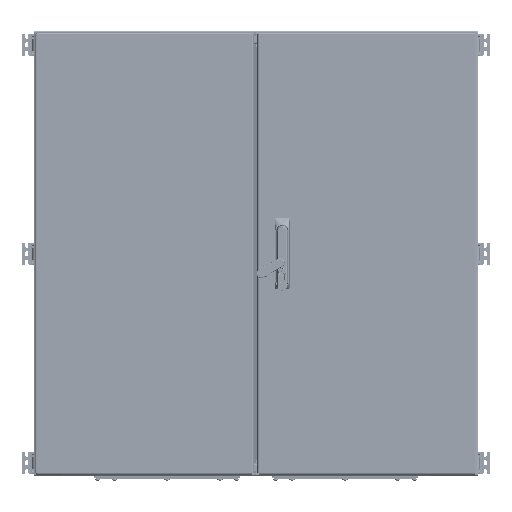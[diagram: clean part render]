
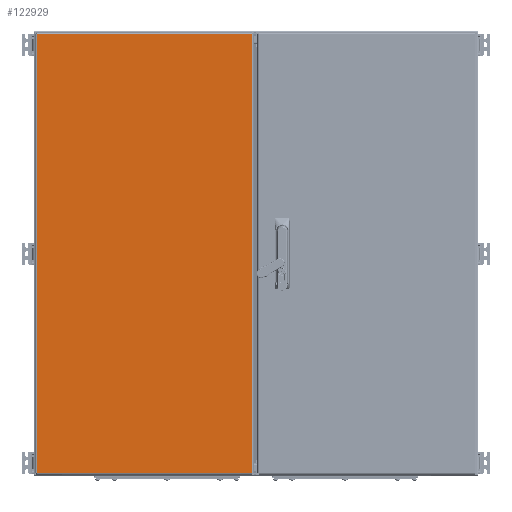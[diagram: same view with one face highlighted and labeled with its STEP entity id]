
A CAD part, top view. The second image highlights one B-rep face of the part: STEP entity #122929.
In plain terms, the highlighted planar face has unit normal (0, 0, 1).
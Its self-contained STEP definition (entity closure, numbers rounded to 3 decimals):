
#7247 = EDGE_CURVE ( 'NONE', #33372, #86780, #34689, .T. ) ;
#14952 = VECTOR ( 'NONE', #28773, 1000. ) ;
#15598 = DIRECTION ( 'NONE',  ( -1., 0., 0. ) ) ;
#16252 = EDGE_CURVE ( 'NONE', #121084, #33372, #134893, .T. ) ;
#16677 = CARTESIAN_POINT ( 'NONE',  ( 242.176, -493., 0. ) ) ;
#17819 = CARTESIAN_POINT ( 'NONE',  ( -241.705, 493., 0. ) ) ;
#20146 = VECTOR ( 'NONE', #15598, 1000. ) ;
#26842 = FACE_OUTER_BOUND ( 'NONE', #115193, .T. ) ;
#28773 = DIRECTION ( 'NONE',  ( 0., 1., 0. ) ) ;
#29857 = ORIENTED_EDGE ( 'NONE', *, *, #7247, .T. ) ;
#33372 = VERTEX_POINT ( 'NONE', #205724 ) ;
#34689 = LINE ( 'NONE', #98828, #95283 ) ;
#35561 = ORIENTED_EDGE ( 'NONE', *, *, #16252, .T. ) ;
#44516 = CARTESIAN_POINT ( 'NONE',  ( 242.176, -493., 0. ) ) ;
#45556 = LINE ( 'NONE', #44516, #14952 ) ;
#68122 = LINE ( 'NONE', #207840, #20146 ) ;
#86780 = VERTEX_POINT ( 'NONE', #16677 ) ;
#87783 = CARTESIAN_POINT ( 'NONE',  ( 242.176, 493., 0. ) ) ;
#88904 = CARTESIAN_POINT ( 'NONE',  ( 0., 0., 0. ) ) ;
#95283 = VECTOR ( 'NONE', #196415, 1000. ) ;
#97813 = AXIS2_PLACEMENT_3D ( 'NONE', #88904, #171780, #202238 ) ;
#98828 = CARTESIAN_POINT ( 'NONE',  ( -242.998, -493., 0. ) ) ;
#103395 = DIRECTION ( 'NONE',  ( 0., -1., 0. ) ) ;
#114312 = EDGE_CURVE ( 'NONE', #86780, #197821, #45556, .T. ) ;
#115193 = EDGE_LOOP ( 'NONE', ( #186910, #161187, #35561, #29857 ) ) ;
#121084 = VERTEX_POINT ( 'NONE', #17819 ) ;
#121452 = PLANE ( 'NONE',  #97813 ) ;
#122476 = VECTOR ( 'NONE', #103395, 1000. ) ;
#122929 = ADVANCED_FACE ( 'NONE', ( #26842 ), #121452, .F. ) ;
#134893 = LINE ( 'NONE', #183177, #122476 ) ;
#161187 = ORIENTED_EDGE ( 'NONE', *, *, #162193, .T. ) ;
#162193 = EDGE_CURVE ( 'NONE', #197821, #121084, #68122, .T. ) ;
#171780 = DIRECTION ( 'NONE',  ( 0., 0., -1. ) ) ;
#183177 = CARTESIAN_POINT ( 'NONE',  ( -241.705, 494.293, 0. ) ) ;
#186910 = ORIENTED_EDGE ( 'NONE', *, *, #114312, .T. ) ;
#196415 = DIRECTION ( 'NONE',  ( 1., 0., 0. ) ) ;
#197821 = VERTEX_POINT ( 'NONE', #87783 ) ;
#202238 = DIRECTION ( 'NONE',  ( -1., 0., 0. ) ) ;
#205724 = CARTESIAN_POINT ( 'NONE',  ( -241.705, -493., 0. ) ) ;
#207840 = CARTESIAN_POINT ( 'NONE',  ( 245.705, 493., 0. ) ) ;
